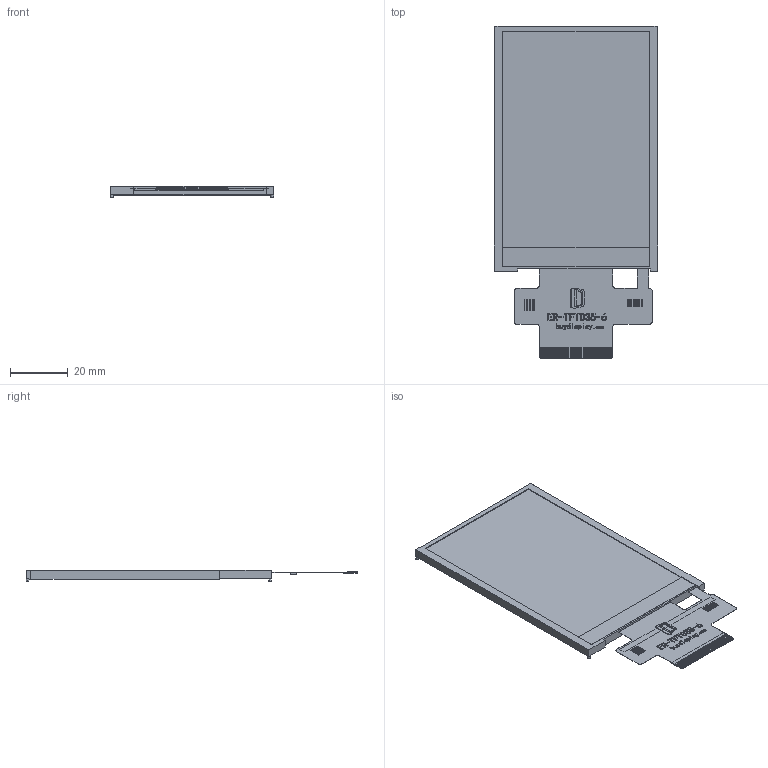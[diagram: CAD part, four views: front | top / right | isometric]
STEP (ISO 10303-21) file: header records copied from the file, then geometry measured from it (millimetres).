
FILE_DESCRIPTION (( 'STEP AP214' ), '1' );
FILE_NAME ('µçÂ·°å2.STEP', '2018-04-10T07:19:50', ( 'USER-' ), ( 'MS' ), 'SwSTEP 2.0', 'SolidWorks 2015', '' );
FILE_SCHEMA (( 'AUTOMOTIVE_DESIGN' ));
Length unit declared in the file: millimetre
Products named in the file (1): 萇繚啣2
Bounding box: 56.54 x 114.96 x 3.85 mm (x, y, z)
Volume: 13327 mm3; surface area: 12797.8 mm2
Topology: 1 solids, 1 shells, 654 faces, 1789 edges, 1188 vertices
Faces by surface type: plane 517, bspline 110, cylinder 27
Entity records: 33894 total; most frequent: CARTESIAN_POINT 11370, ORIENTED_EDGE 3578, DIRECTION 2717, EDGE_CURVE 1789, VECTOR 1511, LINE 1511, VERTEX_POINT 1188, EDGE_LOOP 707
